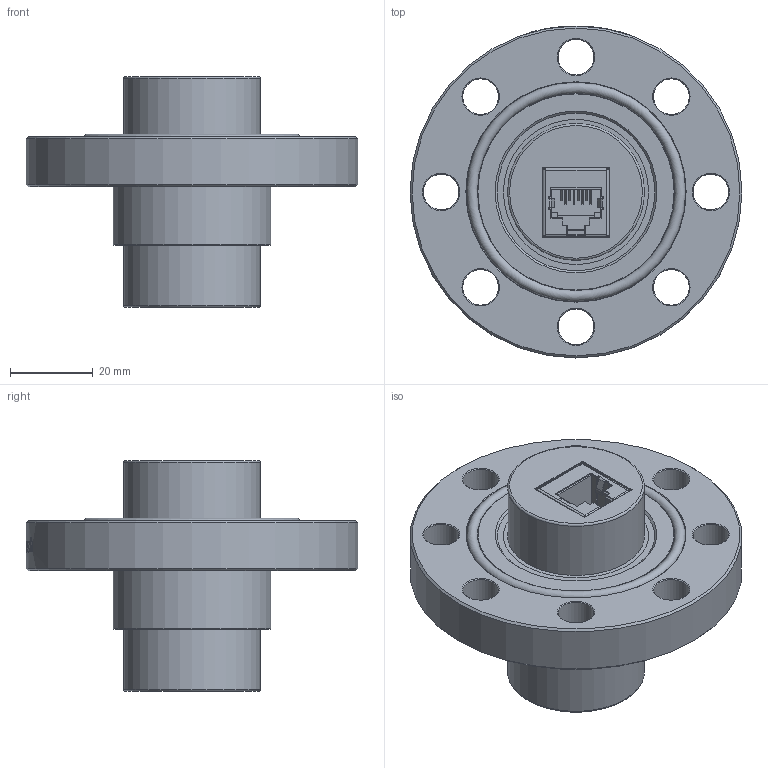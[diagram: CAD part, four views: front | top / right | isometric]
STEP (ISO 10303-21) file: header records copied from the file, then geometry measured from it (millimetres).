
FILE_DESCRIPTION (( 'STEP AP214' ), '1' );
FILE_NAME ('俋楷耀倰-C-HF40-1RJ45.STEP', '2024-08-14T03:53:24', ( '' ), ( '' ), 'SwSTEP 2.0', 'SolidWorks 2020', '' );
FILE_SCHEMA (( 'AUTOMOTIVE_DESIGN' ));
Length unit declared in the file: millimetre
Products named in the file (7): 悵誘欶-SHD-C-KF40-1RJ45; FL-HF40-D38-475-PRES; 俋楷耀倰-C-HF40-1RJ45; 俋楷耀倰-FL-C-D38-1RJ45-A1; 俋楷耀倰-C-D38-1RJ45-A1; O型密封圈-HF40-475; c-6368150-1-a-3d
Assembly tree (8 placements, depth 3):
  俋楷耀倰-C-HF40-1RJ45
    FL-HF40-D38-475-PRES
    O型密封圈-HF40-475
    俋楷耀倰-C-D38-1RJ45-A1
      俋楷耀倰-FL-C-D38-1RJ45-A1
      c-6368150-1-a-3d  x2
      悵誘欶-SHD-C-KF40-1RJ45  x2
Bounding box: 80 x 80 x 55.6 mm (x, y, z)
Volume: 79287.4 mm3; surface area: 35558 mm2
Topology: 7 solids, 9 shells, 1031 faces, 3369 edges, 2442 vertices
Faces by surface type: plane 712, cylinder 238, bspline 44, cone 31, torus 6
Full cylindrical faces by diameter (mm): 8.6 x8, 30.6 x2, 33 x2, 35 x4, 37.6 x1, 38 x3, 47.5 x1, 52.9 x1, 80 x1
Entity records: 28265 total; most frequent: CARTESIAN_POINT 10471, ORIENTED_EDGE 4184, DIRECTION 2771, EDGE_CURVE 2092, VERTEX_POINT 1646, VECTOR 1329, LINE 1329, EDGE_LOOP 762
